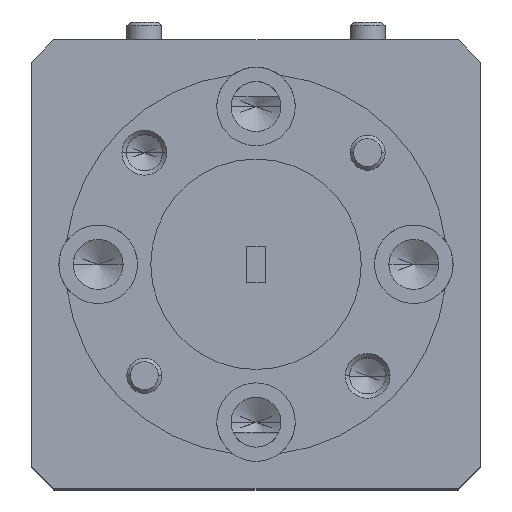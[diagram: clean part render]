
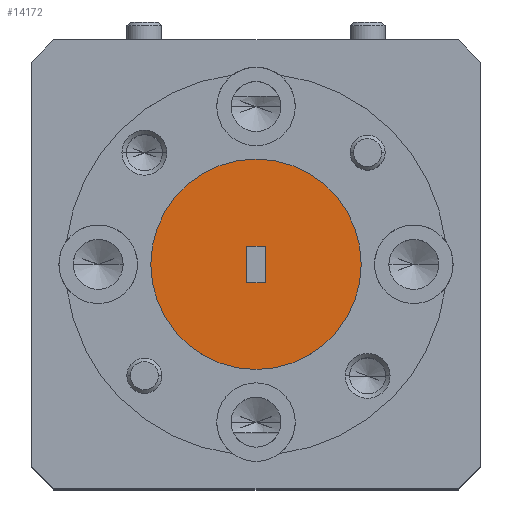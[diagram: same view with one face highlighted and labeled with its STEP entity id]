
A CAD part, top view. The second image highlights one B-rep face of the part: STEP entity #14172.
In plain terms, the highlighted planar face has unit normal (0, 0, 1).
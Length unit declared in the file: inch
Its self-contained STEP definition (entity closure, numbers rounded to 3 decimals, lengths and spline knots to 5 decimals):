
#330 = AXIS2_PLACEMENT_3D ( 'NONE', #11316, #2483, #16620 ) ;
#485 = CARTESIAN_POINT ( 'NONE',  ( 0.01626, 0.466, 1.46 ) ) ;
#679 = CARTESIAN_POINT ( 'NONE',  ( 0.01626, -0.0325, 1.46 ) ) ;
#750 = DIRECTION ( 'NONE',  ( -1., 0., 0. ) ) ;
#1122 = VECTOR ( 'NONE', #16337, 39.37008 ) ;
#1679 = VERTEX_POINT ( 'NONE', #15415 ) ;
#2142 = CARTESIAN_POINT ( 'NONE',  ( 0., 0., 1.46 ) ) ;
#2177 = VERTEX_POINT ( 'NONE', #5285 ) ;
#2483 = DIRECTION ( 'NONE',  ( 0., 0., 1. ) ) ;
#3941 = CARTESIAN_POINT ( 'NONE',  ( 0.01626, 0.0325, 1.46 ) ) ;
#4109 = FACE_OUTER_BOUND ( 'NONE', #7627, .T. ) ;
#4227 = PLANE ( 'NONE',  #330 ) ;
#4707 = EDGE_CURVE ( 'NONE', #1679, #2177, #11281, .T. ) ;
#5285 = CARTESIAN_POINT ( 'NONE',  ( 0.01626, -0.0325, 1.46 ) ) ;
#5508 = CARTESIAN_POINT ( 'NONE',  ( 0., 0., 1.46 ) ) ;
#6209 = ORIENTED_EDGE ( 'NONE', *, *, #11225, .T. ) ;
#6302 = EDGE_CURVE ( 'NONE', #1679, #16340, #17965, .T. ) ;
#6894 = EDGE_LOOP ( 'NONE', ( #7922, #6209, #12175, #15776 ) ) ;
#6964 = CARTESIAN_POINT ( 'NONE',  ( 0.1875, 0., 1.46 ) ) ;
#7555 = CIRCLE ( 'NONE', #20516, 0.1875 ) ;
#7627 = EDGE_LOOP ( 'NONE', ( #11169, #10819 ) ) ;
#7922 = ORIENTED_EDGE ( 'NONE', *, *, #4707, .T. ) ;
#8596 = VECTOR ( 'NONE', #20272, 39.37008 ) ;
#9183 = CARTESIAN_POINT ( 'NONE',  ( -0.01626, 0.466, 1.46 ) ) ;
#9464 = DIRECTION ( 'NONE',  ( 0., 0., 1. ) ) ;
#9593 = VERTEX_POINT ( 'NONE', #11154 ) ;
#10722 = CARTESIAN_POINT ( 'NONE',  ( -0.01626, 0.0325, 1.46 ) ) ;
#10731 = DIRECTION ( 'NONE',  ( -1., 0., 0. ) ) ;
#10819 = ORIENTED_EDGE ( 'NONE', *, *, #20883, .T. ) ;
#11112 = AXIS2_PLACEMENT_3D ( 'NONE', #2142, #9464, #750 ) ;
#11154 = CARTESIAN_POINT ( 'NONE',  ( -0.1875, 0., 1.46 ) ) ;
#11169 = ORIENTED_EDGE ( 'NONE', *, *, #17692, .T. ) ;
#11225 = EDGE_CURVE ( 'NONE', #2177, #22200, #20167, .T. ) ;
#11281 = LINE ( 'NONE', #485, #21260 ) ;
#11316 = CARTESIAN_POINT ( 'NONE',  ( 0.4, 0.4, 1.46 ) ) ;
#11387 = DIRECTION ( 'NONE',  ( 0., -1., 0. ) ) ;
#12175 = ORIENTED_EDGE ( 'NONE', *, *, #14305, .F. ) ;
#14172 = ADVANCED_FACE ( 'NONE', ( #4109, #14766 ), #4227, .T. ) ;
#14179 = DIRECTION ( 'NONE',  ( 0., -1., 0. ) ) ;
#14305 = EDGE_CURVE ( 'NONE', #16340, #22200, #19282, .T. ) ;
#14766 = FACE_BOUND ( 'NONE', #6894, .T. ) ;
#15375 = CARTESIAN_POINT ( 'NONE',  ( -0.01626, -0.0325, 1.46 ) ) ;
#15415 = CARTESIAN_POINT ( 'NONE',  ( 0.01626, 0.0325, 1.46 ) ) ;
#15776 = ORIENTED_EDGE ( 'NONE', *, *, #6302, .F. ) ;
#15943 = VERTEX_POINT ( 'NONE', #6964 ) ;
#16337 = DIRECTION ( 'NONE',  ( -1., 0., 0. ) ) ;
#16340 = VERTEX_POINT ( 'NONE', #10722 ) ;
#16620 = DIRECTION ( 'NONE',  ( -1., 0., 0. ) ) ;
#17692 = EDGE_CURVE ( 'NONE', #9593, #15943, #21090, .T. ) ;
#17965 = LINE ( 'NONE', #3941, #1122 ) ;
#18142 = DIRECTION ( 'NONE',  ( 0., 0., 1. ) ) ;
#18493 = VECTOR ( 'NONE', #14179, 39.37008 ) ;
#19282 = LINE ( 'NONE', #9183, #18493 ) ;
#20167 = LINE ( 'NONE', #679, #8596 ) ;
#20272 = DIRECTION ( 'NONE',  ( -1., 0., 0. ) ) ;
#20516 = AXIS2_PLACEMENT_3D ( 'NONE', #5508, #18142, #10731 ) ;
#20883 = EDGE_CURVE ( 'NONE', #15943, #9593, #7555, .T. ) ;
#21090 = CIRCLE ( 'NONE', #11112, 0.1875 ) ;
#21260 = VECTOR ( 'NONE', #11387, 39.37008 ) ;
#22200 = VERTEX_POINT ( 'NONE', #15375 ) ;
